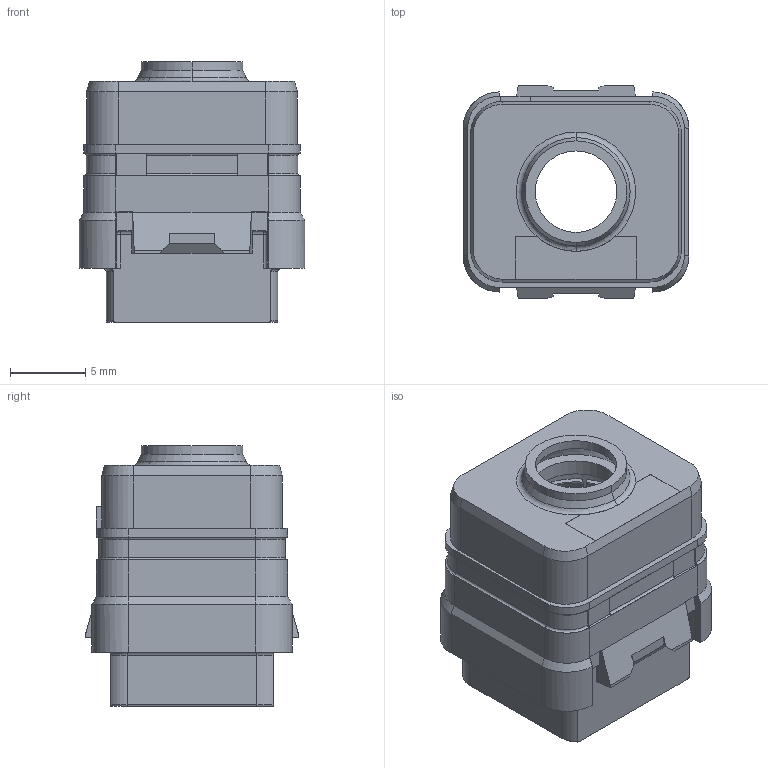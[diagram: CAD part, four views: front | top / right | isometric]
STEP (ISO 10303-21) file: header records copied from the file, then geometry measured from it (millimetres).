
FILE_DESCRIPTION((''),'2;1');
FILE_NAME('SIMM0128PNC','2020-02-06T',('presta_be4'),(''),'CREO PARAMETRIC BY PTC INC, 2018360','CREO PARAMETRIC BY PTC INC, 2018360','');
FILE_SCHEMA(('CONFIG_CONTROL_DESIGN'));
Length unit declared in the file: millimetre
Products named in the file (1): SIMM0128PNC
Bounding box: 15 x 14.15 x 17.34 mm (x, y, z)
Volume: 1707.3 mm3; surface area: 1941.3 mm2
Topology: 1 solids, 1 shells, 411 faces, 1113 edges, 702 vertices
Faces by surface type: plane 225, cylinder 98, torus 48, cone 35, sphere 4, bspline 1
Entity records: 13241 total; most frequent: CARTESIAN_POINT 2780, ORIENTED_EDGE 2226, DIRECTION 2176, EDGE_CURVE 1113, AXIS2_PLACEMENT_3D 751, VERTEX_POINT 702, VECTOR 674, LINE 674
